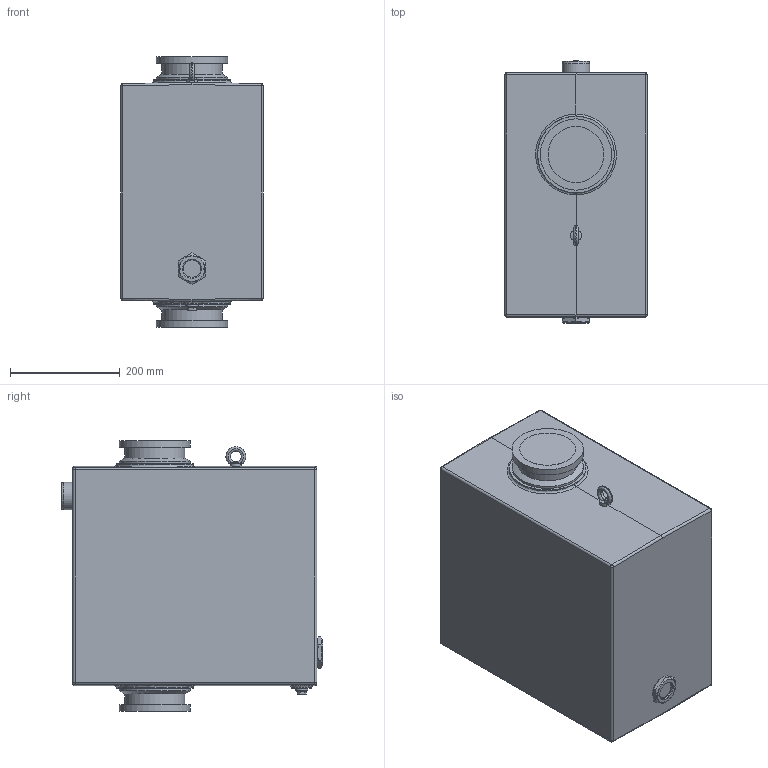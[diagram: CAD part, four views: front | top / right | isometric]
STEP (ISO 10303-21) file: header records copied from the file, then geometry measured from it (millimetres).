
FILE_DESCRIPTION((''),'2;1');
FILE_NAME('PK940054.stp','2010-04-30T15:06:11',('WANGORSCH-V'),(''),'Autodesk Inventor 2009','Autodesk Inventor 2009','');
FILE_SCHEMA(('CONFIG_CONTROL_DESIGN'));
Length unit declared in the file: millimetre
Products named in the file (1): PK940054
Bounding box: 260 x 478 x 494 mm (x, y, z)
Volume: 47224751.7 mm3; surface area: 880184.1 mm2
Topology: 1 solids, 21 shells, 324 faces, 711 edges, 454 vertices
Faces by surface type: plane 149, cylinder 79, bspline 45, cone 42, sphere 8, torus 1
Full cylindrical faces by diameter (mm): 6.647 x8, 8 x16, 9.9 x1, 10 x1, 13 x8, 16.662 x1, 17 x1, 20 x1, 22 x1, 32 x1, 33 x1, 36 x1, 38.6 x1, 40.9 x1, 47 x1, 50 x1, 102 x2, 110 x2, 115 x1, 130 x4, 140 x2
Entity records: 10515 total; most frequent: CARTESIAN_POINT 4144, DIRECTION 1244, ORIENTED_EDGE 1046, AXIS2_PLACEMENT_3D 527, EDGE_CURVE 523, EDGE_LOOP 495, VERTEX_POINT 384, FACE_OUTER_BOUND 324
